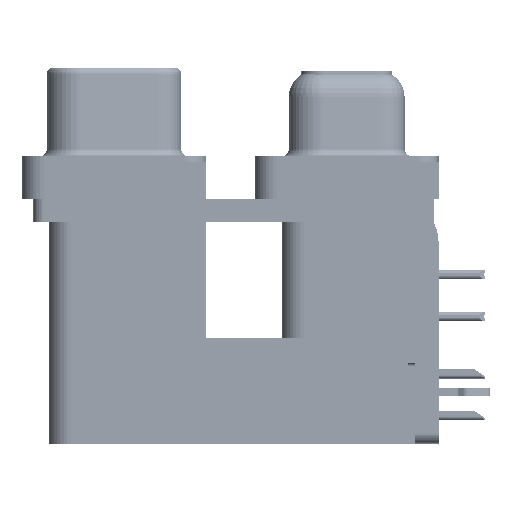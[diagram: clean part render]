
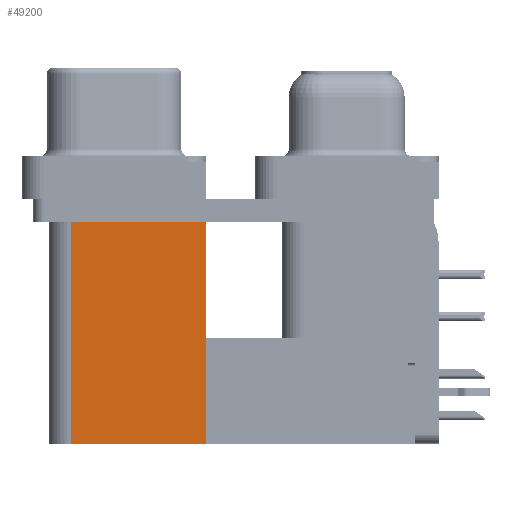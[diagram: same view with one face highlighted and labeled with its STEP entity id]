
A CAD part, left-side view. The second image highlights one B-rep face of the part: STEP entity #49200.
In plain terms, the highlighted planar face has unit normal (-1, 0, 0).
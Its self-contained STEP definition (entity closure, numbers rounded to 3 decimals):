
#5480 = CARTESIAN_POINT ( 'NONE',  ( 3.79, 18.8, -19.2 ) ) ;
#8718 = VECTOR ( 'NONE', #50051, 1000. ) ;
#9455 = DIRECTION ( 'NONE',  ( 1., 0., 0. ) ) ;
#9789 = FACE_OUTER_BOUND ( 'NONE', #20007, .T. ) ;
#15580 = DIRECTION ( 'NONE',  ( 0., 1., 0. ) ) ;
#16989 = LINE ( 'NONE', #24582, #8718 ) ;
#19605 = VERTEX_POINT ( 'NONE', #39200 ) ;
#20007 = EDGE_LOOP ( 'NONE', ( #34501, #38012, #39075, #49965 ) ) ;
#20575 = VERTEX_POINT ( 'NONE', #46305 ) ;
#24582 = CARTESIAN_POINT ( 'NONE',  ( 3.79, 9.6, -19.2 ) ) ;
#25090 = AXIS2_PLACEMENT_3D ( 'NONE', #69283, #9455, #63986 ) ;
#25271 = PLANE ( 'NONE',  #25090 ) ;
#30064 = LINE ( 'NONE', #63161, #32907 ) ;
#32907 = VECTOR ( 'NONE', #68795, 1000. ) ;
#34501 = ORIENTED_EDGE ( 'NONE', *, *, #37444, .T. ) ;
#37444 = EDGE_CURVE ( 'NONE', #59427, #60443, #48293, .T. ) ;
#38012 = ORIENTED_EDGE ( 'NONE', *, *, #65116, .F. ) ;
#39075 = ORIENTED_EDGE ( 'NONE', *, *, #60063, .F. ) ;
#39200 = CARTESIAN_POINT ( 'NONE',  ( 3.79, 18.8, -19.2 ) ) ;
#39940 = EDGE_CURVE ( 'NONE', #20575, #59427, #30064, .T. ) ;
#42413 = CARTESIAN_POINT ( 'NONE',  ( 3.79, 18.8, -2.5 ) ) ;
#43021 = CARTESIAN_POINT ( 'NONE',  ( 3.79, 9.6, -2.5 ) ) ;
#46305 = CARTESIAN_POINT ( 'NONE',  ( 3.79, 9.6, -19.2 ) ) ;
#48293 = LINE ( 'NONE', #43021, #56333 ) ;
#48379 = VECTOR ( 'NONE', #68509, 1000. ) ;
#49200 = ADVANCED_FACE ( 'NONE', ( #9789 ), #25271, .F. ) ;
#49965 = ORIENTED_EDGE ( 'NONE', *, *, #39940, .T. ) ;
#50051 = DIRECTION ( 'NONE',  ( 0., 1., 0. ) ) ;
#53703 = LINE ( 'NONE', #5480, #48379 ) ;
#56333 = VECTOR ( 'NONE', #15580, 1000. ) ;
#58276 = CARTESIAN_POINT ( 'NONE',  ( 3.79, 9.6, -2.5 ) ) ;
#59427 = VERTEX_POINT ( 'NONE', #58276 ) ;
#60063 = EDGE_CURVE ( 'NONE', #20575, #19605, #16989, .T. ) ;
#60443 = VERTEX_POINT ( 'NONE', #42413 ) ;
#63161 = CARTESIAN_POINT ( 'NONE',  ( 3.79, 9.6, -19.2 ) ) ;
#63986 = DIRECTION ( 'NONE',  ( 0., 0., -1. ) ) ;
#65116 = EDGE_CURVE ( 'NONE', #19605, #60443, #53703, .T. ) ;
#68509 = DIRECTION ( 'NONE',  ( 0., 0., 1. ) ) ;
#68795 = DIRECTION ( 'NONE',  ( 0., 0., 1. ) ) ;
#69283 = CARTESIAN_POINT ( 'NONE',  ( 3.79, 9.6, -19.2 ) ) ;
